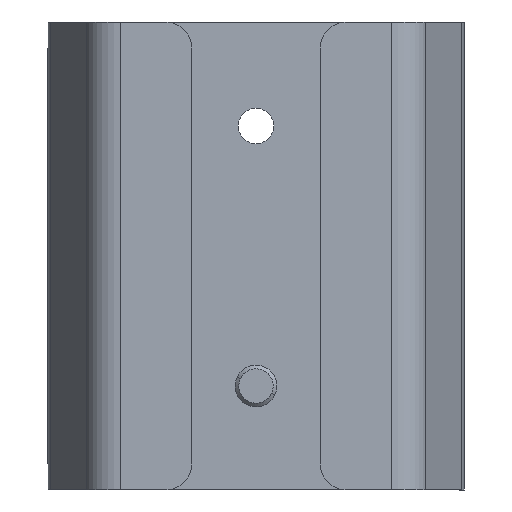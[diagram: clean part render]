
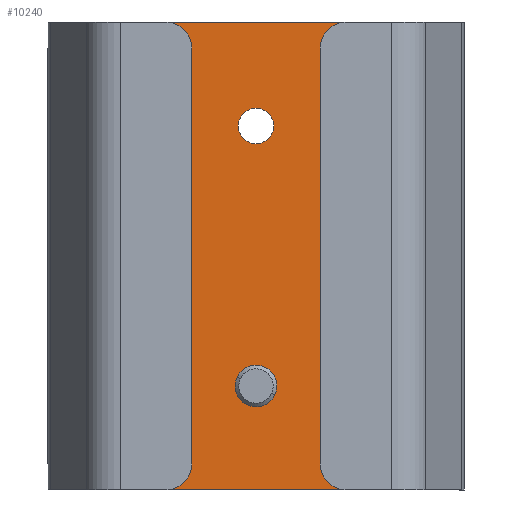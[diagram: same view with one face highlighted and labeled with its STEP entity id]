
A CAD part, front view. The second image highlights one B-rep face of the part: STEP entity #10240.
In plain terms, the highlighted planar face has unit normal (0, -1, 0).
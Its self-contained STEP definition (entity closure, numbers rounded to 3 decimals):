
#8 = LINE ( 'NONE', #1744, #2579 ) ;
#33 = LINE ( 'NONE', #2657, #11202 ) ;
#109 = EDGE_LOOP ( 'NONE', ( #6114, #9451, #10127, #11320 ) ) ;
#183 = LINE ( 'NONE', #4070, #6963 ) ;
#647 = DIRECTION ( 'NONE',  ( 0., 0., -1. ) ) ;
#1028 = EDGE_CURVE ( 'NONE', #10607, #8032, #8810, .T. ) ;
#1151 = EDGE_LOOP ( 'NONE', ( #10268, #5941 ) ) ;
#1312 = CARTESIAN_POINT ( 'NONE',  ( -3.4, 0., 70. ) ) ;
#1394 = CARTESIAN_POINT ( 'NONE',  ( 3.4, 0., 70. ) ) ;
#1538 = FACE_BOUND ( 'NONE', #1151, .T. ) ;
#1627 = CARTESIAN_POINT ( 'NONE',  ( 3.4, 0., 20. ) ) ;
#1660 = VERTEX_POINT ( 'NONE', #6241 ) ;
#1724 = AXIS2_PLACEMENT_3D ( 'NONE', #3827, #10546, #4797 ) ;
#1744 = CARTESIAN_POINT ( 'NONE',  ( 0., 0., 0. ) ) ;
#1886 = DIRECTION ( 'NONE',  ( 0., -1., 0. ) ) ;
#2344 = CARTESIAN_POINT ( 'NONE',  ( 0., 0., 90. ) ) ;
#2388 = VERTEX_POINT ( 'NONE', #7206 ) ;
#2543 = PLANE ( 'NONE',  #10264 ) ;
#2579 = VECTOR ( 'NONE', #2707, 1000. ) ;
#2657 = CARTESIAN_POINT ( 'NONE',  ( 29., 0., 90. ) ) ;
#2707 = DIRECTION ( 'NONE',  ( -1., 0., 0. ) ) ;
#3106 = DIRECTION ( 'NONE',  ( 0., 0., -1. ) ) ;
#3469 = EDGE_CURVE ( 'NONE', #2388, #3703, #33, .T. ) ;
#3482 = CARTESIAN_POINT ( 'NONE',  ( 0., 0., 90. ) ) ;
#3703 = VERTEX_POINT ( 'NONE', #4916 ) ;
#3775 = EDGE_CURVE ( 'NONE', #1660, #7379, #183, .T. ) ;
#3827 = CARTESIAN_POINT ( 'NONE',  ( 0., 0., 20. ) ) ;
#4070 = CARTESIAN_POINT ( 'NONE',  ( -29., 0., 90. ) ) ;
#4237 = DIRECTION ( 'NONE',  ( 0., -1., 0. ) ) ;
#4394 = CARTESIAN_POINT ( 'NONE',  ( 0., 0., 70. ) ) ;
#4715 = ORIENTED_EDGE ( 'NONE', *, *, #10916, .F. ) ;
#4736 = AXIS2_PLACEMENT_3D ( 'NONE', #4394, #4237, #10399 ) ;
#4797 = DIRECTION ( 'NONE',  ( 0., 0., -1. ) ) ;
#4845 = VECTOR ( 'NONE', #8109, 1000. ) ;
#4914 = ORIENTED_EDGE ( 'NONE', *, *, #5802, .F. ) ;
#4916 = CARTESIAN_POINT ( 'NONE',  ( 29., 0., 0. ) ) ;
#5542 = DIRECTION ( 'NONE',  ( 0., -1., 0. ) ) ;
#5628 = VERTEX_POINT ( 'NONE', #1627 ) ;
#5802 = EDGE_CURVE ( 'NONE', #12305, #5628, #7223, .T. ) ;
#5941 = ORIENTED_EDGE ( 'NONE', *, *, #1028, .F. ) ;
#6114 = ORIENTED_EDGE ( 'NONE', *, *, #10348, .F. ) ;
#6241 = CARTESIAN_POINT ( 'NONE',  ( -29., 0., 90. ) ) ;
#6336 = AXIS2_PLACEMENT_3D ( 'NONE', #7654, #1886, #8605 ) ;
#6413 = DIRECTION ( 'NONE',  ( 0., -1., 0. ) ) ;
#6654 = FACE_BOUND ( 'NONE', #6738, .T. ) ;
#6738 = EDGE_LOOP ( 'NONE', ( #4914, #4715 ) ) ;
#6784 = CIRCLE ( 'NONE', #6336, 3.4 ) ;
#6963 = VECTOR ( 'NONE', #3106, 1000. ) ;
#7104 = CIRCLE ( 'NONE', #12459, 3.4 ) ;
#7206 = CARTESIAN_POINT ( 'NONE',  ( 29., 0., 90. ) ) ;
#7223 = CIRCLE ( 'NONE', #1724, 3.4 ) ;
#7379 = VERTEX_POINT ( 'NONE', #10075 ) ;
#7409 = LINE ( 'NONE', #2344, #4845 ) ;
#7654 = CARTESIAN_POINT ( 'NONE',  ( 0., 0., 20. ) ) ;
#8032 = VERTEX_POINT ( 'NONE', #1312 ) ;
#8109 = DIRECTION ( 'NONE',  ( -1., 0., 0. ) ) ;
#8605 = DIRECTION ( 'NONE',  ( 0., 0., -1. ) ) ;
#8810 = CIRCLE ( 'NONE', #4736, 3.4 ) ;
#8886 = FACE_OUTER_BOUND ( 'NONE', #109, .T. ) ;
#9356 = DIRECTION ( 'NONE',  ( 0., 0., -1. ) ) ;
#9451 = ORIENTED_EDGE ( 'NONE', *, *, #3469, .F. ) ;
#9903 = EDGE_CURVE ( 'NONE', #2388, #1660, #7409, .T. ) ;
#10075 = CARTESIAN_POINT ( 'NONE',  ( -29., 0., 0. ) ) ;
#10086 = EDGE_CURVE ( 'NONE', #8032, #10607, #7104, .T. ) ;
#10127 = ORIENTED_EDGE ( 'NONE', *, *, #9903, .T. ) ;
#10240 = ADVANCED_FACE ( 'NONE', ( #1538, #6654, #8886 ), #2543, .T. ) ;
#10264 = AXIS2_PLACEMENT_3D ( 'NONE', #3482, #6413, #647 ) ;
#10268 = ORIENTED_EDGE ( 'NONE', *, *, #10086, .F. ) ;
#10348 = EDGE_CURVE ( 'NONE', #3703, #7379, #8, .T. ) ;
#10399 = DIRECTION ( 'NONE',  ( 0., 0., -1. ) ) ;
#10546 = DIRECTION ( 'NONE',  ( 0., -1., 0. ) ) ;
#10607 = VERTEX_POINT ( 'NONE', #1394 ) ;
#10916 = EDGE_CURVE ( 'NONE', #5628, #12305, #6784, .T. ) ;
#11202 = VECTOR ( 'NONE', #9356, 1000. ) ;
#11305 = CARTESIAN_POINT ( 'NONE',  ( 0., 0., 70. ) ) ;
#11320 = ORIENTED_EDGE ( 'NONE', *, *, #3775, .T. ) ;
#11709 = CARTESIAN_POINT ( 'NONE',  ( -3.4, 0., 20. ) ) ;
#12272 = DIRECTION ( 'NONE',  ( 0., 0., -1. ) ) ;
#12305 = VERTEX_POINT ( 'NONE', #11709 ) ;
#12459 = AXIS2_PLACEMENT_3D ( 'NONE', #11305, #5542, #12272 ) ;
